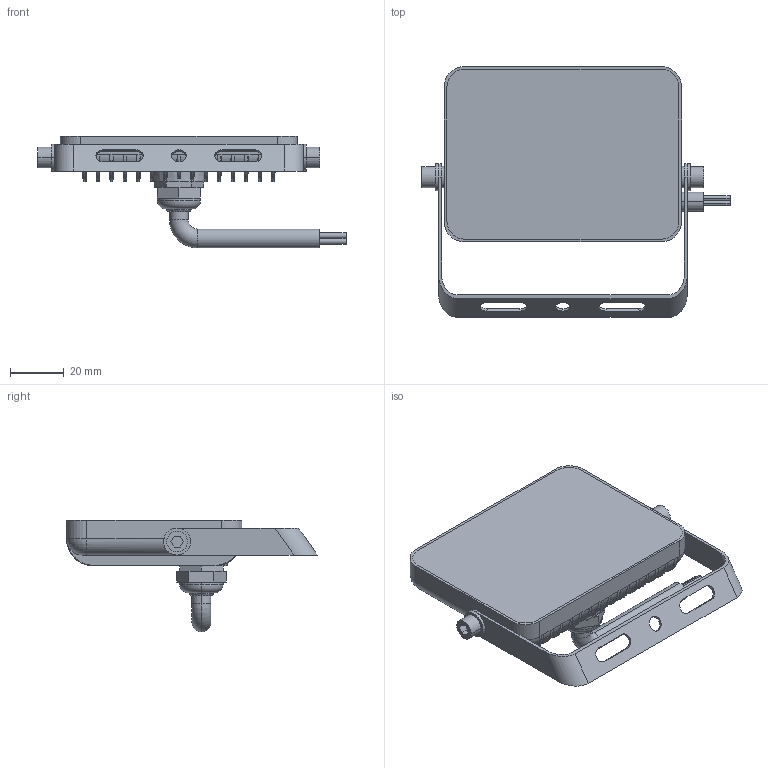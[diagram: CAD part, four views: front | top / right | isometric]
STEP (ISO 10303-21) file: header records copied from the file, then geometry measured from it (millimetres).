
FILE_DESCRIPTION (( 'STEP AP203' ), '1' );
FILE_NAME ('LPDO601-10-40-K02 Ïðîæåêòîð ÑÄÎ 06-10 ñâåòîäèîäíûé ÷åðíûé IP65 4000 K IEK.STEP', '2018-03-16T06:52:23', ( '' ), ( '' ), 'SwSTEP 2.0', 'SolidWorks 2014', '' );
FILE_SCHEMA (( 'CONFIG_CONTROL_DESIGN' ));
Length unit declared in the file: millimetre
Products named in the file (2): LPDO601-10-40-K02 Ïðîæåêòîð ÑÄÎ 06-10 ñâåòîäèîäíûé ÷åðíûé IP65 4000 K IEK
Bounding box: 114.3 x 93 x 41.5 mm (x, y, z)
Volume: 34014.7 mm3; surface area: 58596.5 mm2
Topology: 12 solids, 12 shells, 490 faces, 1189 edges, 734 vertices
Faces by surface type: cylinder 208, plane 191, bspline 72, torus 14, cone 5
Entity records: 16293 total; most frequent: CARTESIAN_POINT 5602, ORIENTED_EDGE 2378, DIRECTION 2007, EDGE_CURVE 1189, VERTEX_POINT 734, AXIS2_PLACEMENT_3D 716, VECTOR 575, LINE 575
